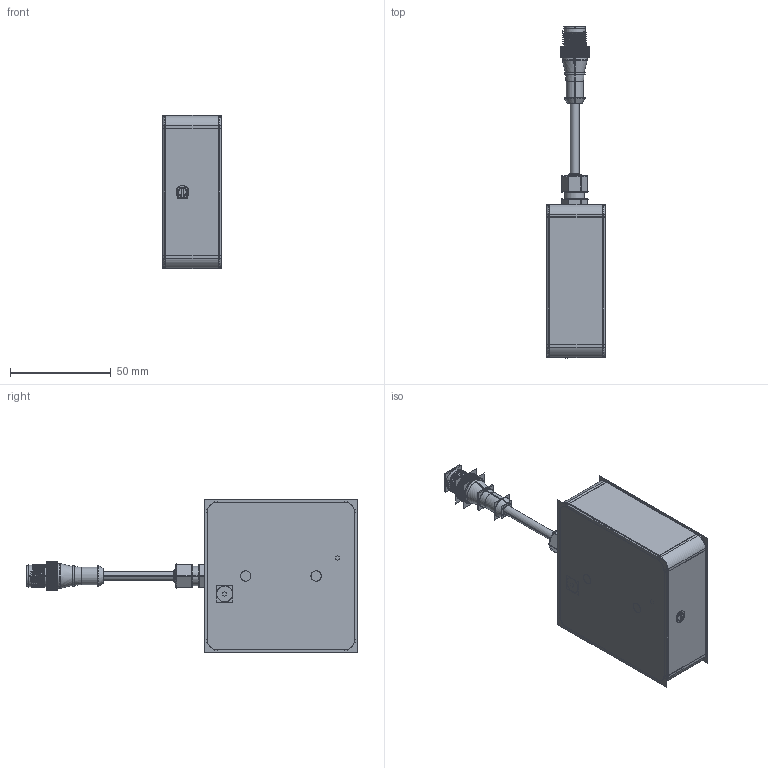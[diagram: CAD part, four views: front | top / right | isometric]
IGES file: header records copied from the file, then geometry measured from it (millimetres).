
Start section:  PTC IGES file: 144927_sm01.igs
Global section: file name: 144927_sm01.igs; native system: Creo Parametric by PTC Inc.; preprocessor: 2022414; author: banengservice; organization: Unknown; date: 20250702.082809; units: millimetre
Bounding box: 29.41 x 164.97 x 76.2 mm (x, y, z)
Volume: 172862.8 mm3; surface area: 100850.9 mm2
Topology: 3 solids, 3 shells, 4120 faces, 18534 edges, 22163 vertices
Faces by surface type: bspline 3058, revolution 1062
